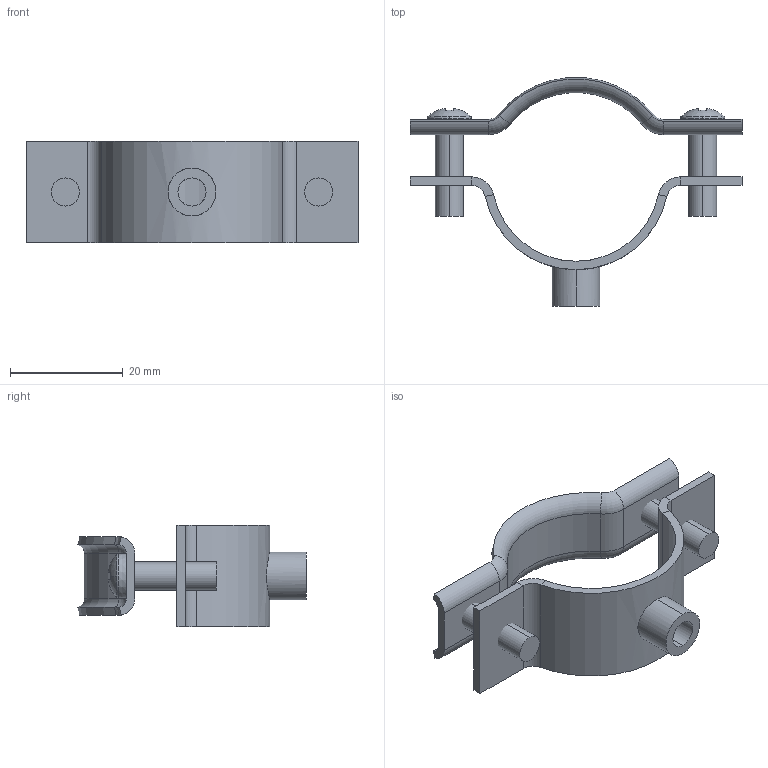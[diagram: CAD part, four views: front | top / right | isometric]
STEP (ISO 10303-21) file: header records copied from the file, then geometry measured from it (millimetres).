
FILE_DESCRIPTION (( 'STEP AP214' ), '1' );
FILE_NAME ('1362428_KSTP1.stp', '2018-06-04T08:59:28', ( '' ), ( '' ), 'SwSTEP 2.0', 'SolidWorks 2016', '' );
FILE_SCHEMA (( 'AUTOMOTIVE_DESIGN' ));
Length unit declared in the file: millimetre
Products named in the file (4): BW001_M5 x 16; 100222_Standard; 100279_Standard; 1362428_KSTP1
Assembly tree (4 placements, depth 2):
  1362428_KSTP1
    100279_Standard
    100222_Standard
    BW001_M5 x 16  x2
Bounding box: 59 x 40.64 x 18 mm (x, y, z)
Volume: 4407.3 mm3; surface area: 6081.1 mm2
Topology: 4 solids, 4 shells, 115 faces, 260 edges, 156 vertices
Faces by surface type: plane 57, cylinder 28, torus 16, cone 10, sphere 4
Entity records: 2828 total; most frequent: CARTESIAN_POINT 545, DIRECTION 490, ORIENTED_EDGE 404, EDGE_CURVE 202, AXIS2_PLACEMENT_3D 193, VERTEX_POINT 118, VECTOR 104, LINE 104
